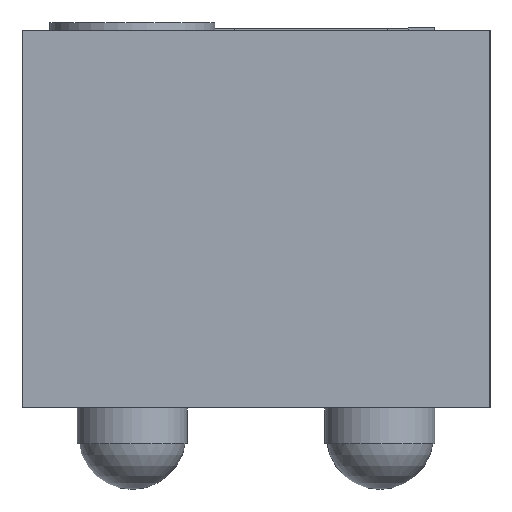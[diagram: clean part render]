
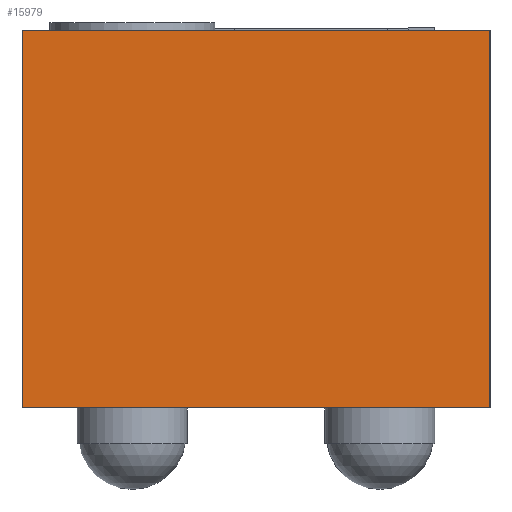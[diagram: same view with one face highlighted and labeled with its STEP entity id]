
A CAD part, left-side view. The second image highlights one B-rep face of the part: STEP entity #15979.
In plain terms, the highlighted planar face has unit normal (-1, 0, 0).
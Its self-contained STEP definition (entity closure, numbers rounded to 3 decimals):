
#15954 = VERTEX_POINT('',#15955);
#15955 = CARTESIAN_POINT('',(-0.65,-0.425,0.685));
#15961 = EDGE_CURVE('',#15962,#15954,#15964,.T.);
#15962 = VERTEX_POINT('',#15963);
#15963 = CARTESIAN_POINT('',(-0.65,-0.425,0.));
#15964 = LINE('',#15965,#15966);
#15965 = CARTESIAN_POINT('',(-0.65,-0.425,0.));
#15966 = VECTOR('',#15967,1.);
#15967 = DIRECTION('',(0.,0.,1.));
#15979 = ADVANCED_FACE('',(#15980),#16005,.T.);
#15980 = FACE_BOUND('',#15981,.T.);
#15981 = EDGE_LOOP('',(#15982,#15983,#15991,#15999));
#15982 = ORIENTED_EDGE('',*,*,#15961,.T.);
#15983 = ORIENTED_EDGE('',*,*,#15984,.T.);
#15984 = EDGE_CURVE('',#15954,#15985,#15987,.T.);
#15985 = VERTEX_POINT('',#15986);
#15986 = CARTESIAN_POINT('',(-0.65,0.425,0.685));
#15987 = LINE('',#15988,#15989);
#15988 = CARTESIAN_POINT('',(-0.65,-0.425,0.685));
#15989 = VECTOR('',#15990,1.);
#15990 = DIRECTION('',(0.,1.,0.));
#15991 = ORIENTED_EDGE('',*,*,#15992,.F.);
#15992 = EDGE_CURVE('',#15993,#15985,#15995,.T.);
#15993 = VERTEX_POINT('',#15994);
#15994 = CARTESIAN_POINT('',(-0.65,0.425,0.));
#15995 = LINE('',#15996,#15997);
#15996 = CARTESIAN_POINT('',(-0.65,0.425,0.));
#15997 = VECTOR('',#15998,1.);
#15998 = DIRECTION('',(0.,0.,1.));
#15999 = ORIENTED_EDGE('',*,*,#16000,.F.);
#16000 = EDGE_CURVE('',#15962,#15993,#16001,.T.);
#16001 = LINE('',#16002,#16003);
#16002 = CARTESIAN_POINT('',(-0.65,-0.425,0.));
#16003 = VECTOR('',#16004,1.);
#16004 = DIRECTION('',(0.,1.,0.));
#16005 = PLANE('',#16006);
#16006 = AXIS2_PLACEMENT_3D('',#16007,#16008,#16009);
#16007 = CARTESIAN_POINT('',(-0.65,-0.425,0.));
#16008 = DIRECTION('',(-1.,0.,0.));
#16009 = DIRECTION('',(0.,1.,0.));
